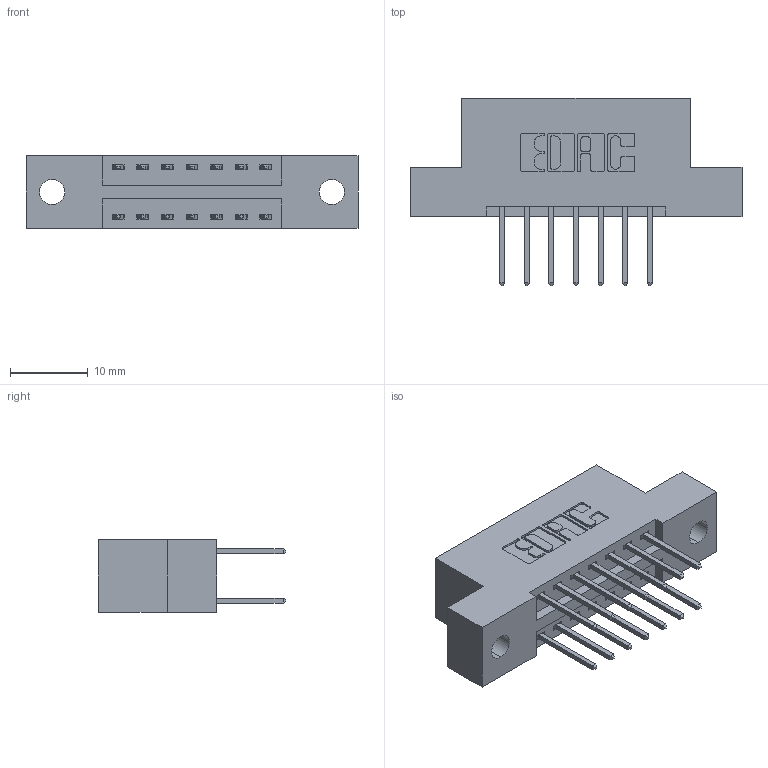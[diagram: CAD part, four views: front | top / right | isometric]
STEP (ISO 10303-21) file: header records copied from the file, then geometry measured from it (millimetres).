
FILE_DESCRIPTION (( 'STEP AP203' ), '1' );
FILE_NAME ('346-014-526-202.STEP', '2022-05-18T14:15:23', ( '' ), ( '' ), 'SwSTEP 2.0', 'SolidWorks 2020', '' );
FILE_SCHEMA (( 'CONFIG_CONTROL_DESIGN' ));
Length unit declared in the file: inch
Products named in the file (3): 346-014-526-202; 345-292-001_345-293-126; 346 Part_Flush Mounting Lugs - 0.128 Dia
Assembly tree (15 placements, depth 2):
  346-014-526-202
    346 Part_Flush Mounting Lugs - 0.128 Dia
    345-292-001_345-293-126  x14
Bounding box: 42.8 x 24.13 x 9.4 mm (x, y, z)
Volume: 3887.9 mm3; surface area: 4627.5 mm2
Topology: 15 solids, 15 shells, 850 faces, 2499 edges, 1646 vertices
Faces by surface type: plane 566, cylinder 284
Entity records: 9301 total; most frequent: CARTESIAN_POINT 1580, ORIENTED_EDGE 1514, DIRECTION 1445, EDGE_CURVE 757, VECTOR 597, LINE 597, VERTEX_POINT 502, AXIS2_PLACEMENT_3D 424
